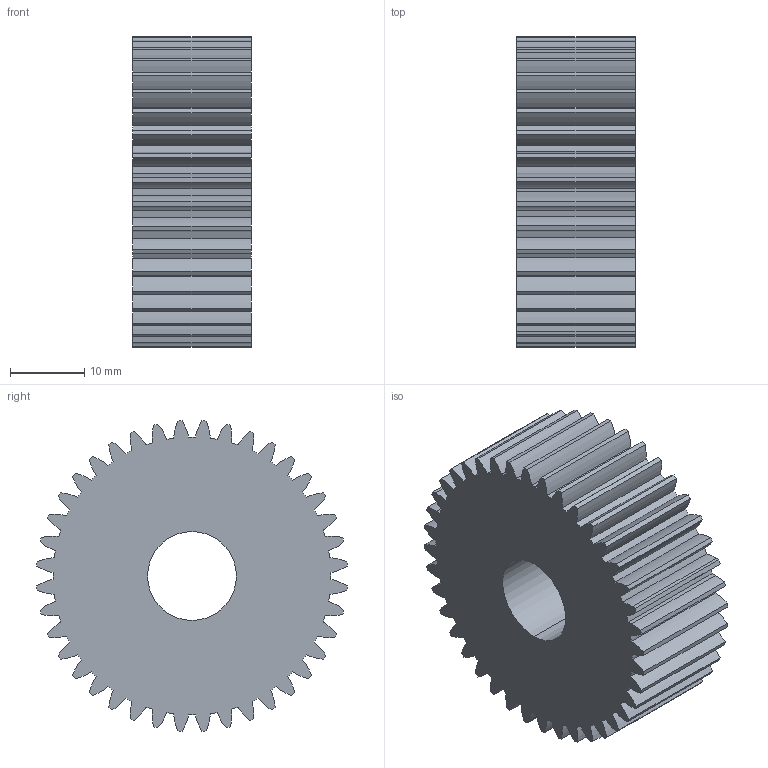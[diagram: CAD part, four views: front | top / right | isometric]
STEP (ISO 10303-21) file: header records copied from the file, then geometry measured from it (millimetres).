
FILE_DESCRIPTION (( 'STEP AP214' ), '1' );
FILE_NAME ('Metric - Spur gear 1M 40T 20PA 16FW ---S40N75H50L12N.STEP', '2024-02-17T14:06:36', ( '' ), ( '' ), 'SwSTEP 2.0', 'SolidWorks 2022', '' );
FILE_SCHEMA (( 'AUTOMOTIVE_DESIGN' ));
Length unit declared in the file: millimetre
Products named in the file (1): Metric - Spur gear 1M 40T 20PA 16FW ---S40N75H50L12N
Bounding box: 16 x 41.91 x 41.91 mm (x, y, z)
Volume: 17958.7 mm3; surface area: 6882.8 mm2
Topology: 1 solids, 1 shells, 169 faces, 501 edges, 334 vertices
Faces by surface type: cylinder 167, plane 2
Entity records: 5907 total; most frequent: DIRECTION 1175, CARTESIAN_POINT 1005, ORIENTED_EDGE 1002, AXIS2_PLACEMENT_3D 504, EDGE_CURVE 501, VERTEX_POINT 334, CIRCLE 334, EDGE_LOOP 171
